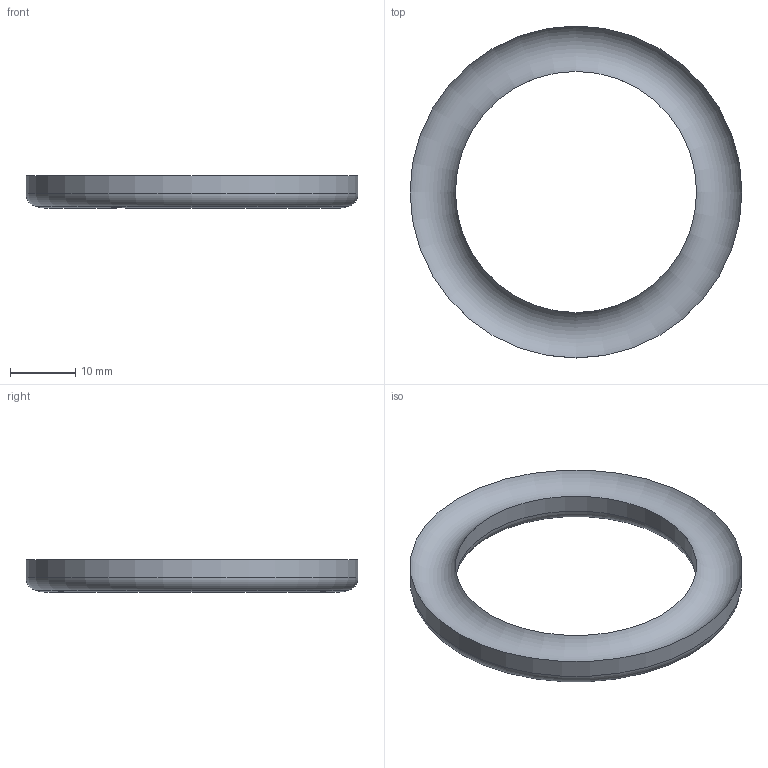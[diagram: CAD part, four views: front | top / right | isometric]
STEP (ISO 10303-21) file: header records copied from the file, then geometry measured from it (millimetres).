
FILE_DESCRIPTION(/* description */ (''),/* implementation_level */ '2;1');
FILE_NAME(/* name */ 'Support Tore Bas.stp',/* time_stamp */ '2018-07-10T17:22:40+02:00',/* author */ ('Dardenne Nicolas'),/* organization */ (''),/* preprocessor_version */ 'ST-DEVELOPER v16.13',/* originating_system */ 'Autodesk Inventor 2018',/* authorisation */ '');
FILE_SCHEMA (('AUTOMOTIVE_DESIGN { 1 0 10303 214 3 1 1 }'));
Length unit declared in the file: millimetre
Products named in the file (1): Corps Haut
Bounding box: 50.86 x 50.86 x 5 mm (x, y, z)
Volume: 3018 mm3; surface area: 3260.1 mm2
Topology: 1 solids, 1 shells, 12 faces, 25 edges, 15 vertices
Faces by surface type: cylinder 5, torus 4, plane 3
Full cylindrical faces by diameter (mm): 3 x3, 36.956 x1, 50.864 x1
Entity records: 402 total; most frequent: CARTESIAN_POINT 154, DIRECTION 44, EDGE_LOOP 24, ORIENTED_EDGE 24, AXIS2_PLACEMENT_3D 22, FACE_BOUND 12, FACE_OUTER_BOUND 12, VERTEX_POINT 12
